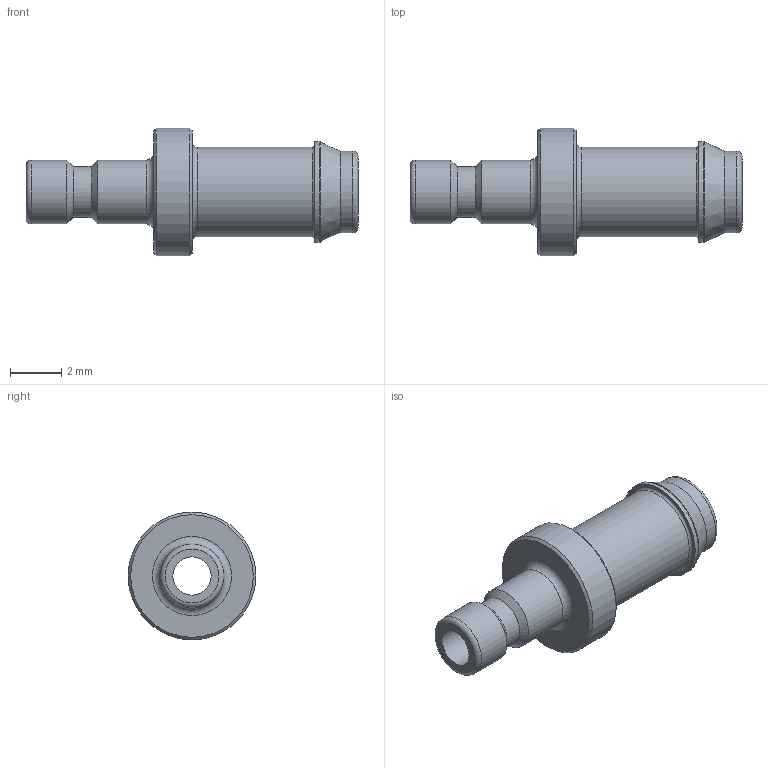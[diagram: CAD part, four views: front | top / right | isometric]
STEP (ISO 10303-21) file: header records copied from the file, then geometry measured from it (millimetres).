
FILE_DESCRIPTION(/* description */ (''),/* implementation_level */ '2;1');
FILE_NAME(/* name */ '02sftf03mxn.stp',/* time_stamp */ '2017-04-03T14:32:47+02:00',/* author */ ('IA176480'),/* organization */ (''),/* preprocessor_version */ 'ST-DEVELOPER v16.1',/* originating_system */ 'Autodesk Inventor 2016',/* authorisation */ '');
FILE_SCHEMA (('AUTOMOTIVE_DESIGN { 1 0 10303 214 3 1 1 }'));
Length unit declared in the file: millimetre
Products named in the file (1): 02SFTF03MXN
Bounding box: 13 x 5 x 5 mm (x, y, z)
Volume: 91.6 mm3; surface area: 227.3 mm2
Topology: 1 solids, 1 shells, 24 faces, 43 edges, 24 vertices
Faces by surface type: cylinder 8, torus 6, cone 5, plane 5
Full cylindrical faces by diameter (mm): 1.5 x1, 2 x1, 2.5 x2, 3.2 x1, 3.5 x1, 3.95 x1, 5 x1
Entity records: 512 total; most frequent: DIRECTION 98, CARTESIAN_POINT 73, AXIS2_PLACEMENT_3D 49, EDGE_LOOP 48, ORIENTED_EDGE 48, FACE_BOUND 24, FACE_OUTER_BOUND 24, CIRCLE 24
